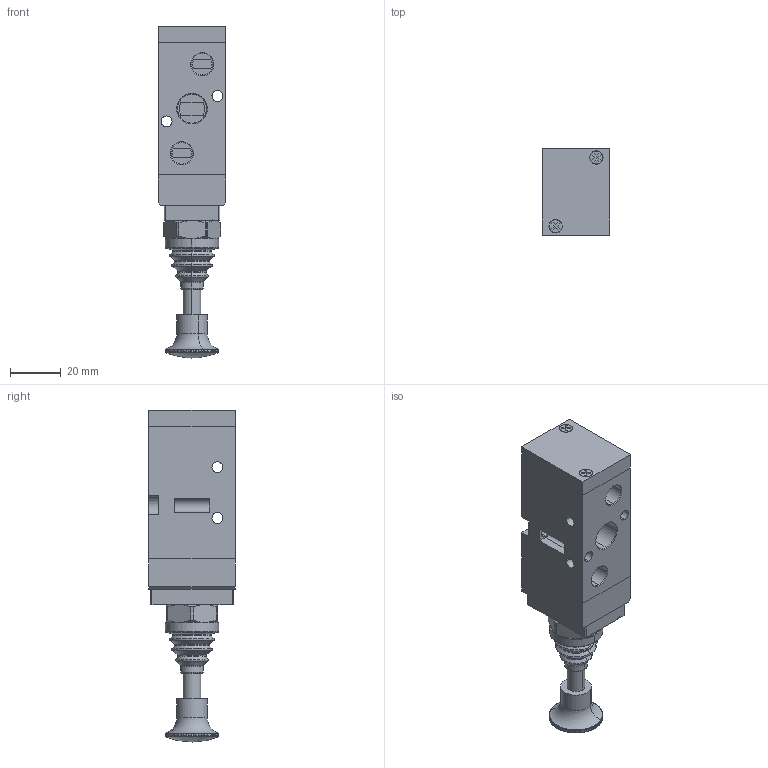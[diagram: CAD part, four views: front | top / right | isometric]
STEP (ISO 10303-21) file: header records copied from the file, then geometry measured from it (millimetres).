
FILE_DESCRIPTION (( 'STEP AP203' ), '1' );
FILE_NAME ('KMV410-S.STEP', '2016-01-12T10:49:26', ( 'yrd8' ), ( 'Hewlett-Packard Company' ), 'SwSTEP 2.0', 'SolidWorks 2008', '' );
FILE_SCHEMA (( 'CONFIG_CONTROL_DESIGN' ));
Length unit declared in the file: millimetre
Products named in the file (10): KMV410-S; SF4000 BODY_ル遽; SF4000 BODY COVER_ル遽; SF4000 SEMY_ル遽; KMV-S; KMV Bellows-1; HEAD_晦獄 撲薑; LEVER GUIDE_晦獄 撲薑; KMV nut_釭餌ル衛橈擠; PlateBolt(M2.6xL5)_ル遽
Assembly tree (10 placements, depth 3):
  KMV410-S
    SF4000 BODY_ル遽
    SF4000 SEMY_ル遽
    KMV-S
      LEVER GUIDE_晦獄 撲薑
      KMV Bellows-1
      KMV nut_釭餌ル衛橈擠
      PlateBolt(M2.6xL5)_ル遽  x2
      HEAD_晦獄 撲薑
    SF4000 BODY COVER_ル遽
Bounding box: 26.5 x 34 x 130.51 mm (x, y, z)
Volume: 65719.1 mm3; surface area: 26661.2 mm2
Topology: 9 solids, 9 shells, 902 faces, 2444 edges, 1562 vertices
Faces by surface type: plane 348, torus 248, cylinder 200, cone 80, bspline 24, sphere 2
Entity records: 33032 total; most frequent: CARTESIAN_POINT 10517, ORIENTED_EDGE 4704, DIRECTION 4382, EDGE_CURVE 2352, AXIS2_PLACEMENT_3D 1839, VERTEX_POINT 1520, CIRCLE 974, EDGE_LOOP 926
